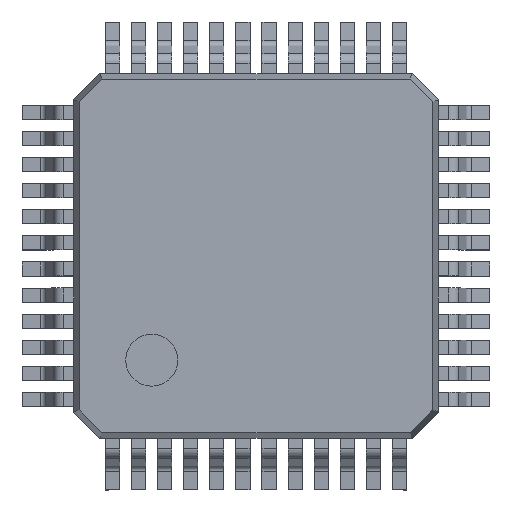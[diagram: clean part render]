
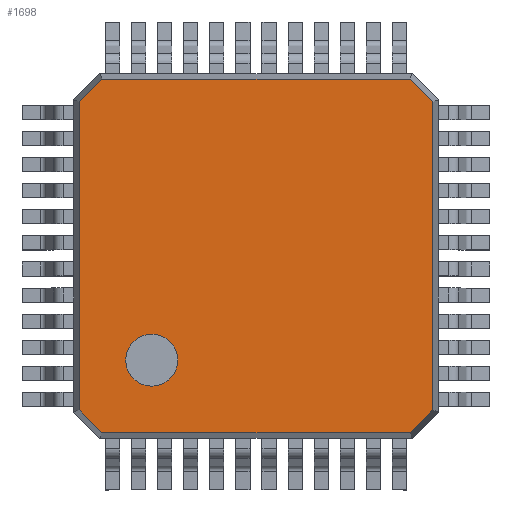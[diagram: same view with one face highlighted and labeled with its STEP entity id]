
A CAD part, top view. The second image highlights one B-rep face of the part: STEP entity #1698.
In plain terms, the highlighted planar face has unit normal (0, 0, 1).
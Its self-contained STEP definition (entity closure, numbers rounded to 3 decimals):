
#42 = VECTOR ( 'NONE', #1403, 1000. ) ;
#138 = VECTOR ( 'NONE', #2694, 1000. ) ;
#579 = LINE ( 'NONE', #27443, #4415 ) ;
#884 = ORIENTED_EDGE ( 'NONE', *, *, #22706, .T. ) ;
#1271 = VERTEX_POINT ( 'NONE', #16326 ) ;
#1403 = DIRECTION ( 'NONE',  ( -0.707, 0.707, 0. ) ) ;
#1698 = ADVANCED_FACE ( 'NONE', ( #8397, #1820 ), #10615, .F. ) ;
#1820 = FACE_OUTER_BOUND ( 'NONE', #9246, .T. ) ;
#1836 = LINE ( 'NONE', #17248, #14177 ) ;
#2170 = EDGE_CURVE ( 'NONE', #14984, #1271, #579, .T. ) ;
#2337 = VECTOR ( 'NONE', #5677, 1000. ) ;
#2493 = EDGE_CURVE ( 'NONE', #1271, #9297, #16522, .T. ) ;
#2694 = DIRECTION ( 'NONE',  ( -1., 0., 0. ) ) ;
#2911 = DIRECTION ( 'NONE',  ( 0.707, 0.707, 0. ) ) ;
#3186 = DIRECTION ( 'NONE',  ( 0.707, -0.707, 0. ) ) ;
#3334 = CARTESIAN_POINT ( 'NONE',  ( -3.175, -3.175, 1.6 ) ) ;
#3467 = EDGE_CURVE ( 'NONE', #5013, #14984, #20848, .T. ) ;
#4343 = VECTOR ( 'NONE', #22698, 1000. ) ;
#4415 = VECTOR ( 'NONE', #2911, 1000. ) ;
#4740 = LINE ( 'NONE', #11499, #138 ) ;
#5013 = VERTEX_POINT ( 'NONE', #13350 ) ;
#5556 = CARTESIAN_POINT ( 'NONE',  ( -2.5, -2., 1.6 ) ) ;
#5677 = DIRECTION ( 'NONE',  ( 1., 0., 0. ) ) ;
#6320 = ORIENTED_EDGE ( 'NONE', *, *, #7920, .T. ) ;
#6654 = DIRECTION ( 'NONE',  ( 0., 0., -1. ) ) ;
#6972 = ORIENTED_EDGE ( 'NONE', *, *, #3467, .T. ) ;
#7431 = CARTESIAN_POINT ( 'NONE',  ( -3.175, 3.175, 1.6 ) ) ;
#7779 = CARTESIAN_POINT ( 'NONE',  ( -2., -2., 1.6 ) ) ;
#7920 = EDGE_CURVE ( 'NONE', #22936, #5013, #12712, .T. ) ;
#8397 = FACE_BOUND ( 'NONE', #22297, .T. ) ;
#8571 = DIRECTION ( 'NONE',  ( 0., -1., 0. ) ) ;
#8846 = CARTESIAN_POINT ( 'NONE',  ( 2.956, 3.394, 1.6 ) ) ;
#9044 = AXIS2_PLACEMENT_3D ( 'NONE', #28743, #13345, #15084 ) ;
#9246 = EDGE_LOOP ( 'NONE', ( #6972, #22293, #11445, #24735, #884, #15548, #24367, #6320 ) ) ;
#9297 = VERTEX_POINT ( 'NONE', #27284 ) ;
#9637 = CARTESIAN_POINT ( 'NONE',  ( -1.5, -2., 1.6 ) ) ;
#9985 = VERTEX_POINT ( 'NONE', #5556 ) ;
#10615 = PLANE ( 'NONE',  #26905 ) ;
#10900 = DIRECTION ( 'NONE',  ( -1., 0., 0. ) ) ;
#11048 = CARTESIAN_POINT ( 'NONE',  ( 0., 0., 1.6 ) ) ;
#11445 = ORIENTED_EDGE ( 'NONE', *, *, #2493, .T. ) ;
#11499 = CARTESIAN_POINT ( 'NONE',  ( 0., 3.394, 1.6 ) ) ;
#11883 = VERTEX_POINT ( 'NONE', #23203 ) ;
#12160 = AXIS2_PLACEMENT_3D ( 'NONE', #7779, #12317, #19073 ) ;
#12317 = DIRECTION ( 'NONE',  ( 0., 0., 1. ) ) ;
#12712 = LINE ( 'NONE', #3334, #15802 ) ;
#13345 = DIRECTION ( 'NONE',  ( 0., 0., 1. ) ) ;
#13350 = CARTESIAN_POINT ( 'NONE',  ( -2.956, -3.394, 1.6 ) ) ;
#14177 = VECTOR ( 'NONE', #8571, 1000. ) ;
#14984 = VERTEX_POINT ( 'NONE', #18213 ) ;
#15084 = DIRECTION ( 'NONE',  ( 1., 0., 0. ) ) ;
#15548 = ORIENTED_EDGE ( 'NONE', *, *, #25768, .T. ) ;
#15802 = VECTOR ( 'NONE', #3186, 1000. ) ;
#15968 = EDGE_CURVE ( 'NONE', #9985, #26366, #26690, .T. ) ;
#16270 = VERTEX_POINT ( 'NONE', #8846 ) ;
#16326 = CARTESIAN_POINT ( 'NONE',  ( 3.394, -2.956, 1.6 ) ) ;
#16401 = ORIENTED_EDGE ( 'NONE', *, *, #15968, .F. ) ;
#16522 = LINE ( 'NONE', #18434, #4343 ) ;
#16821 = CARTESIAN_POINT ( 'NONE',  ( 0., -3.394, 1.6 ) ) ;
#17097 = LINE ( 'NONE', #19422, #42 ) ;
#17248 = CARTESIAN_POINT ( 'NONE',  ( -3.394, 0., 1.6 ) ) ;
#18213 = CARTESIAN_POINT ( 'NONE',  ( 2.956, -3.394, 1.6 ) ) ;
#18425 = CARTESIAN_POINT ( 'NONE',  ( -3.394, 2.956, 1.6 ) ) ;
#18434 = CARTESIAN_POINT ( 'NONE',  ( 3.394, 3., 1.6 ) ) ;
#18465 = LINE ( 'NONE', #7431, #20550 ) ;
#18747 = DIRECTION ( 'NONE',  ( -0.707, -0.707, 0. ) ) ;
#18931 = EDGE_CURVE ( 'NONE', #26366, #9985, #21709, .T. ) ;
#19073 = DIRECTION ( 'NONE',  ( 1., 0., 0. ) ) ;
#19422 = CARTESIAN_POINT ( 'NONE',  ( 2.925, 3.425, 1.6 ) ) ;
#20550 = VECTOR ( 'NONE', #18747, 1000. ) ;
#20848 = LINE ( 'NONE', #16821, #2337 ) ;
#20863 = VERTEX_POINT ( 'NONE', #18425 ) ;
#21709 = CIRCLE ( 'NONE', #9044, 0.5 ) ;
#22293 = ORIENTED_EDGE ( 'NONE', *, *, #2170, .T. ) ;
#22297 = EDGE_LOOP ( 'NONE', ( #24279, #16401 ) ) ;
#22607 = EDGE_CURVE ( 'NONE', #20863, #22936, #1836, .T. ) ;
#22698 = DIRECTION ( 'NONE',  ( 0., 1., 0. ) ) ;
#22706 = EDGE_CURVE ( 'NONE', #16270, #11883, #4740, .T. ) ;
#22936 = VERTEX_POINT ( 'NONE', #23454 ) ;
#23203 = CARTESIAN_POINT ( 'NONE',  ( -2.956, 3.394, 1.6 ) ) ;
#23454 = CARTESIAN_POINT ( 'NONE',  ( -3.394, -2.956, 1.6 ) ) ;
#24279 = ORIENTED_EDGE ( 'NONE', *, *, #18931, .F. ) ;
#24367 = ORIENTED_EDGE ( 'NONE', *, *, #22607, .T. ) ;
#24735 = ORIENTED_EDGE ( 'NONE', *, *, #27585, .T. ) ;
#25768 = EDGE_CURVE ( 'NONE', #11883, #20863, #18465, .T. ) ;
#26366 = VERTEX_POINT ( 'NONE', #9637 ) ;
#26690 = CIRCLE ( 'NONE', #12160, 0.5 ) ;
#26905 = AXIS2_PLACEMENT_3D ( 'NONE', #11048, #6654, #10900 ) ;
#27284 = CARTESIAN_POINT ( 'NONE',  ( 3.394, 2.956, 1.6 ) ) ;
#27443 = CARTESIAN_POINT ( 'NONE',  ( 3.175, -3.175, 1.6 ) ) ;
#27585 = EDGE_CURVE ( 'NONE', #9297, #16270, #17097, .T. ) ;
#28743 = CARTESIAN_POINT ( 'NONE',  ( -2., -2., 1.6 ) ) ;
